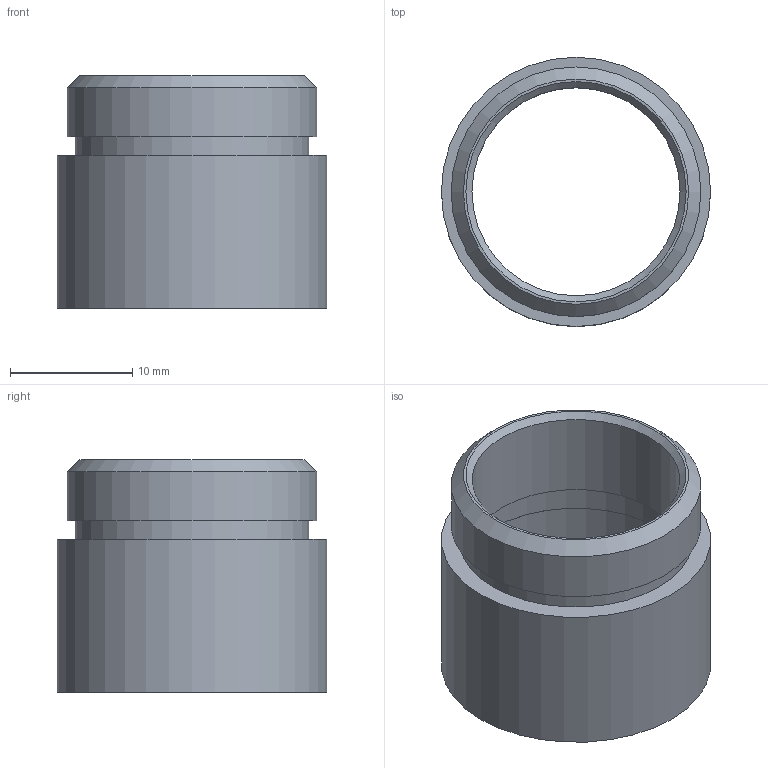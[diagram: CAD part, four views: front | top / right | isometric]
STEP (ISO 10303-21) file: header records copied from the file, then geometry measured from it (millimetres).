
FILE_DESCRIPTION(/* description */ (''),/* implementation_level */ '2;1');
FILE_NAME(/* name */ 'n 16 013 0010nxc001-03.stp',/* time_stamp */ '2019-07-25T10:25:54+02:00',/* author */ (''),/* organization */ (''),/* preprocessor_version */ 'ST-DEVELOPER v16.7',/* originating_system */ 'SIEMENS PLM Software NX 12.0',/* authorisation */ '');
FILE_SCHEMA (('AUTOMOTIVE_DESIGN { 1 0 10303 214 3 1 1 1 }'));
Length unit declared in the file: millimetre
Products named in the file (1): n 16 013 0010nxc001-03
Bounding box: 22 x 22 x 19 mm (x, y, z)
Volume: 1766.6 mm3; surface area: 2677.6 mm2
Topology: 1 solids, 1 shells, 15 faces, 26 edges, 17 vertices
Faces by surface type: plane 6, cylinder 6, cone 3
Full cylindrical faces by diameter (mm): 17 x1, 19.06 x1, 19.09 x1, 19.1 x1, 20.4 x1, 22 x1
Entity records: 332 total; most frequent: DIRECTION 62, CARTESIAN_POINT 46, AXIS2_PLACEMENT_3D 31, FACE_BOUND 30, EDGE_LOOP 30, ORIENTED_EDGE 30, ADVANCED_FACE 15, VERTEX_POINT 15
